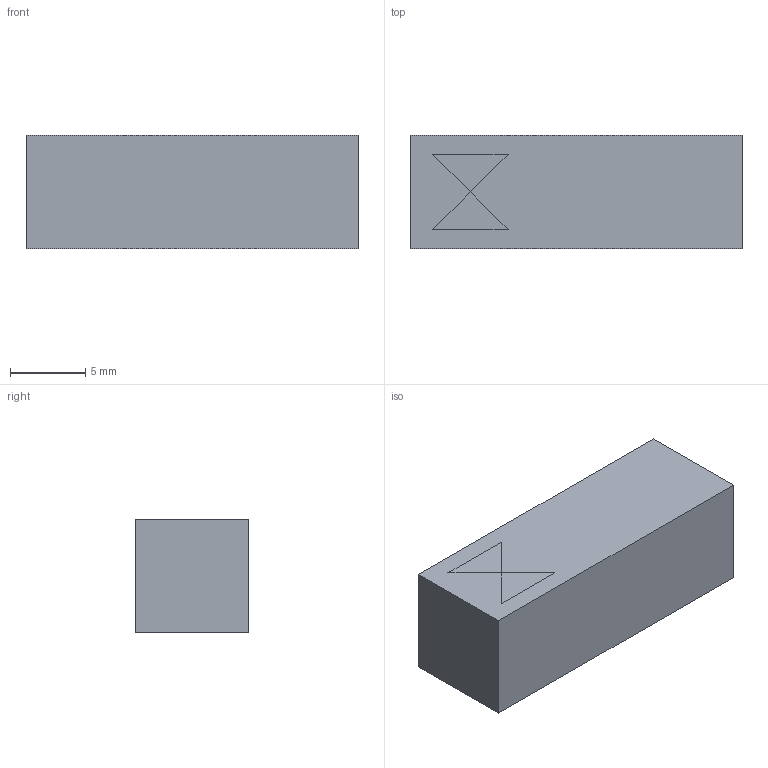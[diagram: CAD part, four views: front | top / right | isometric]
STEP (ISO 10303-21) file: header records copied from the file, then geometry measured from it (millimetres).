
FILE_DESCRIPTION((''),'2;1');
FILE_NAME('UX-FOB_Part1.stp','2016-01-27T17:54:57',(''),(''),'Mechanical Desktop 2011','Mechanical Desktop 2011',', , ');
FILE_SCHEMA(('AUTOMOTIVE_DESIGN { 1 2 10303 214 1 1 1 1 }'));
Length unit declared in the file: millimetre
Products named in the file (1): Product
Bounding box: 22 x 7.5 x 7.5 mm (x, y, z)
Volume: 1237.5 mm3; surface area: 802.3 mm2
Topology: 3 solids, 3 shells, 24 faces, 48 edges, 30 vertices
Faces by surface type: bspline 15, plane 9
Entity records: 656 total; most frequent: CARTESIAN_POINT 148, ORIENTED_EDGE 96, DIRECTION 68, VECTOR 48, LINE 48, EDGE_CURVE 48, VERTEX_POINT 30, EDGE_LOOP 25
